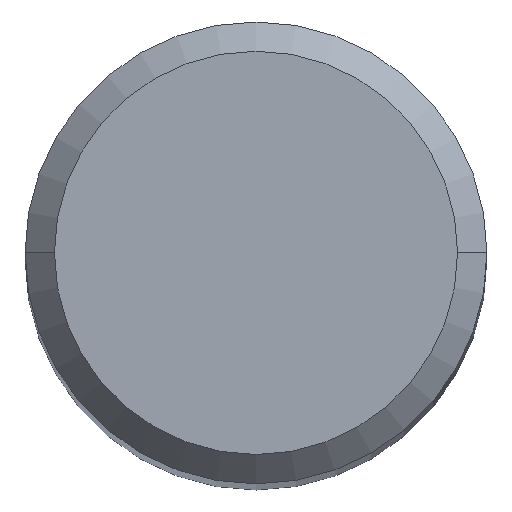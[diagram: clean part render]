
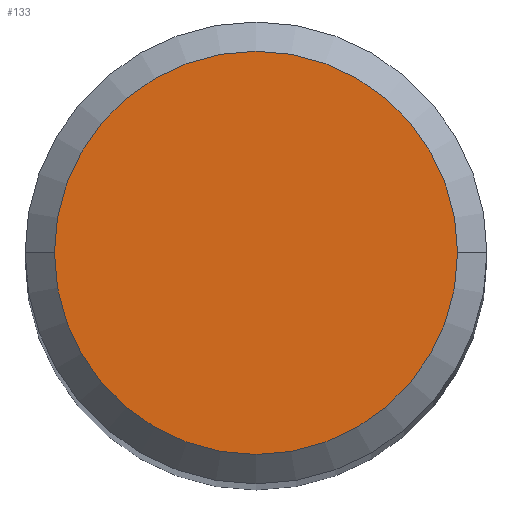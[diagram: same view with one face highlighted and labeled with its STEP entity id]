
A CAD part, top view. The second image highlights one B-rep face of the part: STEP entity #133.
In plain terms, the highlighted planar face has unit normal (0, 0, 1).
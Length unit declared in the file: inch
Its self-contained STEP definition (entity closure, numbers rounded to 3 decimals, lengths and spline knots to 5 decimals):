
#6 = EDGE_CURVE ( 'NONE', #199, #166, #313, .T. ) ;
#47 = DIRECTION ( 'NONE',  ( 1., 0., 0. ) ) ;
#62 = EDGE_CURVE ( 'NONE', #166, #199, #202, .T. ) ;
#88 = ORIENTED_EDGE ( 'NONE', *, *, #6, .T. ) ;
#103 = CARTESIAN_POINT ( 'NONE',  ( 0.10311, 0., 2.24409 ) ) ;
#113 = CARTESIAN_POINT ( 'NONE',  ( -0.10311, 0., 2.24409 ) ) ;
#133 = ADVANCED_FACE ( 'NONE', ( #254 ), #372, .T. ) ;
#161 = AXIS2_PLACEMENT_3D ( 'NONE', #335, #211, #192 ) ;
#166 = VERTEX_POINT ( 'NONE', #113 ) ;
#173 = CARTESIAN_POINT ( 'NONE',  ( 0., 0., 2.24409 ) ) ;
#192 = DIRECTION ( 'NONE',  ( 1., 0., 0. ) ) ;
#199 = VERTEX_POINT ( 'NONE', #103 ) ;
#202 = CIRCLE ( 'NONE', #302, 0.10311 ) ;
#211 = DIRECTION ( 'NONE',  ( 0., 0., 1. ) ) ;
#229 = ORIENTED_EDGE ( 'NONE', *, *, #62, .T. ) ;
#254 = FACE_OUTER_BOUND ( 'NONE', #324, .T. ) ;
#291 = DIRECTION ( 'NONE',  ( 1., 0., 0. ) ) ;
#295 = DIRECTION ( 'NONE',  ( 0., 0., 1. ) ) ;
#301 = CARTESIAN_POINT ( 'NONE',  ( 0., 0., 2.24409 ) ) ;
#302 = AXIS2_PLACEMENT_3D ( 'NONE', #301, #366, #47 ) ;
#313 = CIRCLE ( 'NONE', #378, 0.10311 ) ;
#324 = EDGE_LOOP ( 'NONE', ( #229, #88 ) ) ;
#335 = CARTESIAN_POINT ( 'NONE',  ( 0., 0., 2.24409 ) ) ;
#366 = DIRECTION ( 'NONE',  ( 0., 0., 1. ) ) ;
#372 = PLANE ( 'NONE',  #161 ) ;
#378 = AXIS2_PLACEMENT_3D ( 'NONE', #173, #295, #291 ) ;
